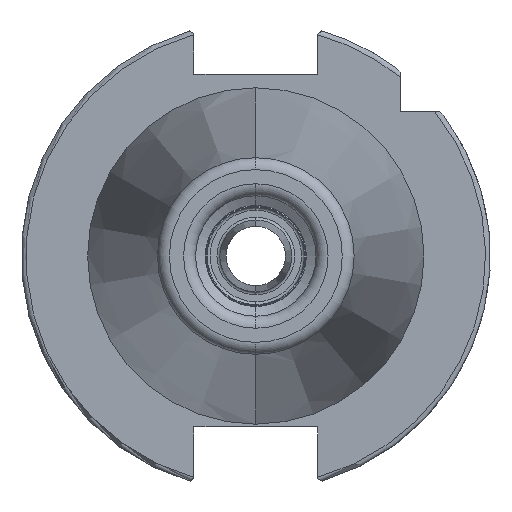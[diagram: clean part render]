
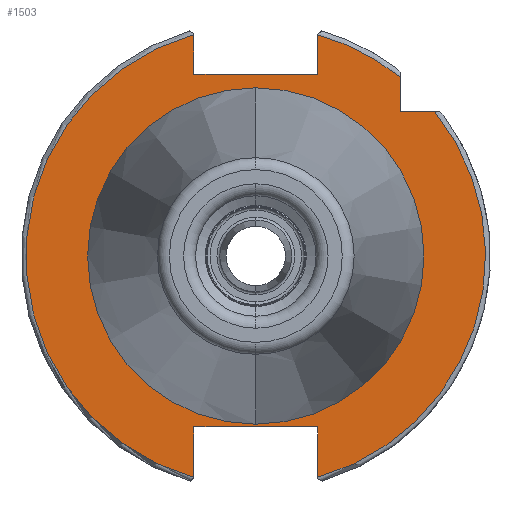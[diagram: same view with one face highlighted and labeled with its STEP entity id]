
A CAD part, left-side view. The second image highlights one B-rep face of the part: STEP entity #1503.
In plain terms, the highlighted planar face has unit normal (-1, 0, 0).
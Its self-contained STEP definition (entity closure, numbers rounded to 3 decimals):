
#33 = EDGE_CURVE ( 'NONE', #2219, #2031, #1816, .T. ) ;
#121 = AXIS2_PLACEMENT_3D ( 'NONE', #2076, #2103, #2109 ) ;
#129 = EDGE_CURVE ( 'NONE', #2579, #2662, #1750, .T. ) ;
#166 = VERTEX_POINT ( 'NONE', #1860 ) ;
#169 = CARTESIAN_POINT ( 'NONE',  ( 3.2, -30., 30. ) ) ;
#172 = VERTEX_POINT ( 'NONE', #1080 ) ;
#210 = VERTEX_POINT ( 'NONE', #2467 ) ;
#239 = VERTEX_POINT ( 'NONE', #2069 ) ;
#279 = CIRCLE ( 'NONE', #3072, 34.925 ) ;
#297 = DIRECTION ( 'NONE',  ( 0., 0., -1. ) ) ;
#299 = VERTEX_POINT ( 'NONE', #2832 ) ;
#392 = CARTESIAN_POINT ( 'NONE',  ( 3.2, -12.85, 37.7 ) ) ;
#445 = VECTOR ( 'NONE', #2177, 1000. ) ;
#452 = LINE ( 'NONE', #2646, #445 ) ;
#467 = CIRCLE ( 'NONE', #858, 47.725 ) ;
#493 = VECTOR ( 'NONE', #3772, 1000. ) ;
#499 = LINE ( 'NONE', #3687, #493 ) ;
#516 = EDGE_CURVE ( 'NONE', #532, #2569, #1629, .T. ) ;
#532 = VERTEX_POINT ( 'NONE', #1971 ) ;
#549 = CARTESIAN_POINT ( 'NONE',  ( 3.2, 0., 0. ) ) ;
#851 = ORIENTED_EDGE ( 'NONE', *, *, #2544, .T. ) ;
#858 = AXIS2_PLACEMENT_3D ( 'NONE', #1381, #1384, #1369 ) ;
#861 = ORIENTED_EDGE ( 'NONE', *, *, #129, .T. ) ;
#863 = ORIENTED_EDGE ( 'NONE', *, *, #33, .F. ) ;
#867 = ORIENTED_EDGE ( 'NONE', *, *, #3788, .F. ) ;
#870 = ORIENTED_EDGE ( 'NONE', *, *, #516, .F. ) ;
#874 = VECTOR ( 'NONE', #2799, 1000. ) ;
#876 = ORIENTED_EDGE ( 'NONE', *, *, #1352, .F. ) ;
#883 = LINE ( 'NONE', #2902, #874 ) ;
#885 = ORIENTED_EDGE ( 'NONE', *, *, #2213, .F. ) ;
#893 = ORIENTED_EDGE ( 'NONE', *, *, #2153, .F. ) ;
#899 = ORIENTED_EDGE ( 'NONE', *, *, #2105, .F. ) ;
#903 = ORIENTED_EDGE ( 'NONE', *, *, #1765, .F. ) ;
#912 = ORIENTED_EDGE ( 'NONE', *, *, #1675, .F. ) ;
#951 = ORIENTED_EDGE ( 'NONE', *, *, #1651, .F. ) ;
#961 = ORIENTED_EDGE ( 'NONE', *, *, #1545, .F. ) ;
#1002 = VECTOR ( 'NONE', #1582, 1000. ) ;
#1010 = LINE ( 'NONE', #2057, #1002 ) ;
#1018 = CIRCLE ( 'NONE', #3797, 47.725 ) ;
#1072 = LINE ( 'NONE', #2251, #1085 ) ;
#1080 = CARTESIAN_POINT ( 'NONE',  ( 3.2, -12.85, 45.963 ) ) ;
#1085 = VECTOR ( 'NONE', #297, 1000. ) ;
#1112 = DIRECTION ( 'NONE',  ( 0., 0., -1. ) ) ;
#1125 = FACE_BOUND ( 'NONE', #1343, .T. ) ;
#1140 = FACE_OUTER_BOUND ( 'NONE', #1181, .T. ) ;
#1142 = DIRECTION ( 'NONE',  ( 1., 0., 0. ) ) ;
#1181 = EDGE_LOOP ( 'NONE', ( #961, #951, #912, #903, #899, #893, #885, #876, #870, #867, #863 ) ) ;
#1211 = VECTOR ( 'NONE', #1757, 1000. ) ;
#1212 = LINE ( 'NONE', #1764, #1211 ) ;
#1306 = AXIS2_PLACEMENT_3D ( 'NONE', #2654, #2375, #2339 ) ;
#1343 = EDGE_LOOP ( 'NONE', ( #861, #851 ) ) ;
#1352 = EDGE_CURVE ( 'NONE', #2569, #2491, #1212, .T. ) ;
#1369 = DIRECTION ( 'NONE',  ( 0., 0., -1. ) ) ;
#1381 = CARTESIAN_POINT ( 'NONE',  ( 3.2, 0., 0. ) ) ;
#1384 = DIRECTION ( 'NONE',  ( 1., 0., 0. ) ) ;
#1503 = ADVANCED_FACE ( 'NONE', ( #1140, #1125 ), #3187, .T. ) ;
#1545 = EDGE_CURVE ( 'NONE', #299, #2219, #1072, .T. ) ;
#1582 = DIRECTION ( 'NONE',  ( 0., 0., 1. ) ) ;
#1625 = VECTOR ( 'NONE', #2163, 1000. ) ;
#1629 = LINE ( 'NONE', #2182, #1625 ) ;
#1633 = CARTESIAN_POINT ( 'NONE',  ( 3.2, 0., 34.925 ) ) ;
#1651 = EDGE_CURVE ( 'NONE', #172, #299, #1018, .T. ) ;
#1675 = EDGE_CURVE ( 'NONE', #2418, #172, #1010, .T. ) ;
#1750 = CIRCLE ( 'NONE', #1792, 34.925 ) ;
#1757 = DIRECTION ( 'NONE',  ( 0., 1., 0. ) ) ;
#1764 = CARTESIAN_POINT ( 'NONE',  ( 3.2, 12.85, -35.5 ) ) ;
#1765 = EDGE_CURVE ( 'NONE', #210, #2418, #883, .T. ) ;
#1778 = VECTOR ( 'NONE', #3904, 1000. ) ;
#1792 = AXIS2_PLACEMENT_3D ( 'NONE', #549, #1142, #1112 ) ;
#1816 = LINE ( 'NONE', #169, #1778 ) ;
#1860 = CARTESIAN_POINT ( 'NONE',  ( 3.2, 12.85, -45.963 ) ) ;
#1900 = CARTESIAN_POINT ( 'NONE',  ( 3.2, 0., 0. ) ) ;
#1907 = DIRECTION ( 'NONE',  ( 1., 0., 0. ) ) ;
#1914 = DIRECTION ( 'NONE',  ( 0., 0., -1. ) ) ;
#1971 = CARTESIAN_POINT ( 'NONE',  ( 3.2, -12.85, -45.963 ) ) ;
#2031 = VERTEX_POINT ( 'NONE', #2729 ) ;
#2057 = CARTESIAN_POINT ( 'NONE',  ( 3.2, -12.85, 37.7 ) ) ;
#2069 = CARTESIAN_POINT ( 'NONE',  ( 3.2, 12.85, 45.963 ) ) ;
#2076 = CARTESIAN_POINT ( 'NONE',  ( 3.2, 47.725, 0. ) ) ;
#2103 = DIRECTION ( 'NONE',  ( -1., 0., 0. ) ) ;
#2105 = EDGE_CURVE ( 'NONE', #239, #210, #499, .T. ) ;
#2109 = DIRECTION ( 'NONE',  ( 0., 0., 1. ) ) ;
#2153 = EDGE_CURVE ( 'NONE', #166, #239, #467, .T. ) ;
#2163 = DIRECTION ( 'NONE',  ( 0., 0., 1. ) ) ;
#2177 = DIRECTION ( 'NONE',  ( 0., 0., -1. ) ) ;
#2182 = CARTESIAN_POINT ( 'NONE',  ( 3.2, -12.85, -47. ) ) ;
#2213 = EDGE_CURVE ( 'NONE', #2491, #166, #452, .T. ) ;
#2219 = VERTEX_POINT ( 'NONE', #3294 ) ;
#2251 = CARTESIAN_POINT ( 'NONE',  ( 3.2, -30., 30. ) ) ;
#2339 = DIRECTION ( 'NONE',  ( 0., 0., -1. ) ) ;
#2375 = DIRECTION ( 'NONE',  ( 1., 0., 0. ) ) ;
#2418 = VERTEX_POINT ( 'NONE', #392 ) ;
#2467 = CARTESIAN_POINT ( 'NONE',  ( 3.2, 12.85, 37.7 ) ) ;
#2491 = VERTEX_POINT ( 'NONE', #3906 ) ;
#2544 = EDGE_CURVE ( 'NONE', #2662, #2579, #279, .T. ) ;
#2569 = VERTEX_POINT ( 'NONE', #4017 ) ;
#2579 = VERTEX_POINT ( 'NONE', #3111 ) ;
#2646 = CARTESIAN_POINT ( 'NONE',  ( 3.2, 12.85, -47. ) ) ;
#2654 = CARTESIAN_POINT ( 'NONE',  ( 3.2, 0., 0. ) ) ;
#2662 = VERTEX_POINT ( 'NONE', #1633 ) ;
#2729 = CARTESIAN_POINT ( 'NONE',  ( 3.2, -37.117, 30. ) ) ;
#2799 = DIRECTION ( 'NONE',  ( 0., -1., 0. ) ) ;
#2832 = CARTESIAN_POINT ( 'NONE',  ( 3.2, -30., 37.117 ) ) ;
#2902 = CARTESIAN_POINT ( 'NONE',  ( 3.2, 12.85, 37.7 ) ) ;
#3072 = AXIS2_PLACEMENT_3D ( 'NONE', #3741, #3725, #3713 ) ;
#3088 = CIRCLE ( 'NONE', #1306, 47.725 ) ;
#3111 = CARTESIAN_POINT ( 'NONE',  ( 3.2, 0., -34.925 ) ) ;
#3187 = PLANE ( 'NONE',  #121 ) ;
#3294 = CARTESIAN_POINT ( 'NONE',  ( 3.2, -30., 30. ) ) ;
#3687 = CARTESIAN_POINT ( 'NONE',  ( 3.2, 12.85, 37.7 ) ) ;
#3713 = DIRECTION ( 'NONE',  ( 0., 0., -1. ) ) ;
#3725 = DIRECTION ( 'NONE',  ( 1., 0., 0. ) ) ;
#3741 = CARTESIAN_POINT ( 'NONE',  ( 3.2, 0., 0. ) ) ;
#3772 = DIRECTION ( 'NONE',  ( 0., 0., -1. ) ) ;
#3788 = EDGE_CURVE ( 'NONE', #2031, #532, #3088, .T. ) ;
#3797 = AXIS2_PLACEMENT_3D ( 'NONE', #1900, #1907, #1914 ) ;
#3904 = DIRECTION ( 'NONE',  ( 0., -1., 0. ) ) ;
#3906 = CARTESIAN_POINT ( 'NONE',  ( 3.2, 12.85, -35.5 ) ) ;
#4017 = CARTESIAN_POINT ( 'NONE',  ( 3.2, -12.85, -35.5 ) ) ;
